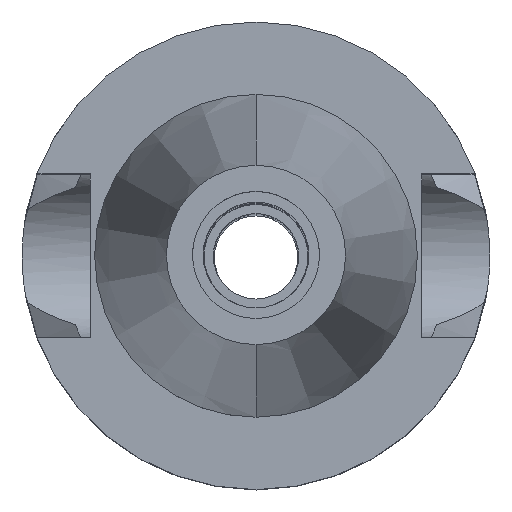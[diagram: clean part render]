
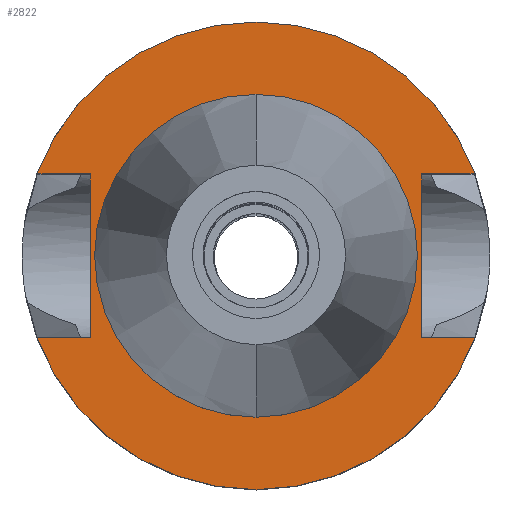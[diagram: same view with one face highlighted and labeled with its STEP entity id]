
A CAD part, top view. The second image highlights one B-rep face of the part: STEP entity #2822.
In plain terms, the highlighted planar face has unit normal (0, 0, 1).
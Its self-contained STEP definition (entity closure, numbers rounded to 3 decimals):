
#13 = EDGE_CURVE ( 'NONE', #460, #850, #1945, .T. ) ;
#89 = CARTESIAN_POINT ( 'NONE',  ( -16.3, -8.05, -1. ) ) ;
#234 = EDGE_LOOP ( 'NONE', ( #1634, #422 ) ) ;
#263 = VECTOR ( 'NONE', #1012, 1000. ) ;
#373 = ORIENTED_EDGE ( 'NONE', *, *, #1681, .F. ) ;
#400 = PLANE ( 'NONE',  #1940 ) ;
#402 = ORIENTED_EDGE ( 'NONE', *, *, #1018, .F. ) ;
#410 = AXIS2_PLACEMENT_3D ( 'NONE', #2814, #518, #2553 ) ;
#422 = ORIENTED_EDGE ( 'NONE', *, *, #2248, .F. ) ;
#460 = VERTEX_POINT ( 'NONE', #1300 ) ;
#481 = DIRECTION ( 'NONE',  ( 0., 1., 0. ) ) ;
#485 = VERTEX_POINT ( 'NONE', #2442 ) ;
#518 = DIRECTION ( 'NONE',  ( 0., 0., -1. ) ) ;
#540 = EDGE_CURVE ( 'NONE', #1306, #1478, #1098, .T. ) ;
#549 = CIRCLE ( 'NONE', #888, 15.875 ) ;
#592 = CARTESIAN_POINT ( 'NONE',  ( -16.3, -8.05, -1. ) ) ;
#610 = DIRECTION ( 'NONE',  ( 0., 1., 0. ) ) ;
#624 = DIRECTION ( 'NONE',  ( 0., -1., 0. ) ) ;
#645 = CIRCLE ( 'NONE', #2099, 15.875 ) ;
#760 = CARTESIAN_POINT ( 'NONE',  ( 0., 15.875, -1. ) ) ;
#778 = ORIENTED_EDGE ( 'NONE', *, *, #540, .T. ) ;
#781 = CARTESIAN_POINT ( 'NONE',  ( 0., -15.875, -1. ) ) ;
#814 = VERTEX_POINT ( 'NONE', #781 ) ;
#838 = CARTESIAN_POINT ( 'NONE',  ( 21.545, -8.05, -1. ) ) ;
#850 = VERTEX_POINT ( 'NONE', #838 ) ;
#888 = AXIS2_PLACEMENT_3D ( 'NONE', #2523, #2075, #481 ) ;
#925 = DIRECTION ( 'NONE',  ( 0., 1., 0. ) ) ;
#931 = AXIS2_PLACEMENT_3D ( 'NONE', #1150, #2556, #925 ) ;
#935 = VECTOR ( 'NONE', #610, 1000. ) ;
#946 = VERTEX_POINT ( 'NONE', #1353 ) ;
#997 = DIRECTION ( 'NONE',  ( -1., 0., 0. ) ) ;
#1012 = DIRECTION ( 'NONE',  ( 1., 0., 0. ) ) ;
#1018 = EDGE_CURVE ( 'NONE', #850, #946, #1676, .T. ) ;
#1021 = VECTOR ( 'NONE', #997, 1000. ) ;
#1043 = CARTESIAN_POINT ( 'NONE',  ( -16.3, 8.05, -1. ) ) ;
#1098 = LINE ( 'NONE', #1984, #1988 ) ;
#1145 = VERTEX_POINT ( 'NONE', #760 ) ;
#1146 = LINE ( 'NONE', #2343, #1996 ) ;
#1150 = CARTESIAN_POINT ( 'NONE',  ( 0., 0., -1. ) ) ;
#1189 = DIRECTION ( 'NONE',  ( 0., -1., 0. ) ) ;
#1218 = LINE ( 'NONE', #89, #1021 ) ;
#1300 = CARTESIAN_POINT ( 'NONE',  ( 16.3, -8.05, -1. ) ) ;
#1303 = CARTESIAN_POINT ( 'NONE',  ( 0., 0., -1. ) ) ;
#1306 = VERTEX_POINT ( 'NONE', #1441 ) ;
#1335 = FACE_OUTER_BOUND ( 'NONE', #2072, .T. ) ;
#1353 = CARTESIAN_POINT ( 'NONE',  ( -21.545, -8.05, -1. ) ) ;
#1399 = ORIENTED_EDGE ( 'NONE', *, *, #1468, .T. ) ;
#1437 = VERTEX_POINT ( 'NONE', #2595 ) ;
#1441 = CARTESIAN_POINT ( 'NONE',  ( 16.3, 8.05, -1. ) ) ;
#1468 = EDGE_CURVE ( 'NONE', #1437, #946, #1218, .T. ) ;
#1478 = VERTEX_POINT ( 'NONE', #2797 ) ;
#1525 = VERTEX_POINT ( 'NONE', #2486 ) ;
#1585 = CARTESIAN_POINT ( 'NONE',  ( 0., 0., -1. ) ) ;
#1634 = ORIENTED_EDGE ( 'NONE', *, *, #1864, .F. ) ;
#1674 = ORIENTED_EDGE ( 'NONE', *, *, #2037, .F. ) ;
#1676 = CIRCLE ( 'NONE', #410, 23. ) ;
#1681 = EDGE_CURVE ( 'NONE', #485, #1478, #1726, .T. ) ;
#1726 = CIRCLE ( 'NONE', #931, 23. ) ;
#1735 = LINE ( 'NONE', #1043, #2335 ) ;
#1750 = FACE_BOUND ( 'NONE', #234, .T. ) ;
#1864 = EDGE_CURVE ( 'NONE', #1145, #814, #549, .T. ) ;
#1917 = EDGE_CURVE ( 'NONE', #1437, #1525, #2208, .T. ) ;
#1940 = AXIS2_PLACEMENT_3D ( 'NONE', #1303, #2237, #2267 ) ;
#1945 = LINE ( 'NONE', #2605, #263 ) ;
#1984 = CARTESIAN_POINT ( 'NONE',  ( 16.3, 8.05, -1. ) ) ;
#1988 = VECTOR ( 'NONE', #2025, 1000. ) ;
#1996 = VECTOR ( 'NONE', #1189, 1000. ) ;
#2025 = DIRECTION ( 'NONE',  ( 1., 0., 0. ) ) ;
#2037 = EDGE_CURVE ( 'NONE', #1525, #485, #1735, .T. ) ;
#2072 = EDGE_LOOP ( 'NONE', ( #1399, #402, #2372, #2748, #778, #373, #1674, #2191 ) ) ;
#2075 = DIRECTION ( 'NONE',  ( 0., 0., 1. ) ) ;
#2099 = AXIS2_PLACEMENT_3D ( 'NONE', #1585, #2919, #624 ) ;
#2191 = ORIENTED_EDGE ( 'NONE', *, *, #1917, .F. ) ;
#2208 = LINE ( 'NONE', #592, #935 ) ;
#2237 = DIRECTION ( 'NONE',  ( 0., 0., -1. ) ) ;
#2248 = EDGE_CURVE ( 'NONE', #814, #1145, #645, .T. ) ;
#2267 = DIRECTION ( 'NONE',  ( 0., -1., 0. ) ) ;
#2335 = VECTOR ( 'NONE', #2437, 1000. ) ;
#2343 = CARTESIAN_POINT ( 'NONE',  ( 16.3, 8.05, -1. ) ) ;
#2372 = ORIENTED_EDGE ( 'NONE', *, *, #13, .F. ) ;
#2437 = DIRECTION ( 'NONE',  ( -1., 0., 0. ) ) ;
#2442 = CARTESIAN_POINT ( 'NONE',  ( -21.545, 8.05, -1. ) ) ;
#2486 = CARTESIAN_POINT ( 'NONE',  ( -16.3, 8.05, -1. ) ) ;
#2523 = CARTESIAN_POINT ( 'NONE',  ( 0., 0., -1. ) ) ;
#2553 = DIRECTION ( 'NONE',  ( 0., -1., 0. ) ) ;
#2556 = DIRECTION ( 'NONE',  ( 0., 0., -1. ) ) ;
#2595 = CARTESIAN_POINT ( 'NONE',  ( -16.3, -8.05, -1. ) ) ;
#2605 = CARTESIAN_POINT ( 'NONE',  ( 16.3, -8.05, -1. ) ) ;
#2748 = ORIENTED_EDGE ( 'NONE', *, *, #2923, .F. ) ;
#2797 = CARTESIAN_POINT ( 'NONE',  ( 21.545, 8.05, -1. ) ) ;
#2814 = CARTESIAN_POINT ( 'NONE',  ( 0., 0., -1. ) ) ;
#2822 = ADVANCED_FACE ( 'NONE', ( #1335, #1750 ), #400, .F. ) ;
#2919 = DIRECTION ( 'NONE',  ( 0., 0., 1. ) ) ;
#2923 = EDGE_CURVE ( 'NONE', #1306, #460, #1146, .T. ) ;
